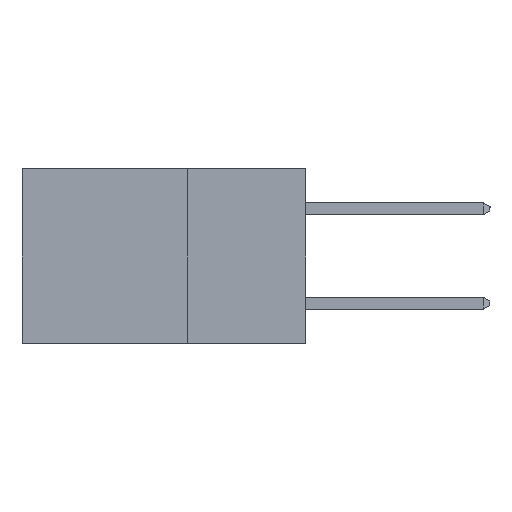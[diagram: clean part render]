
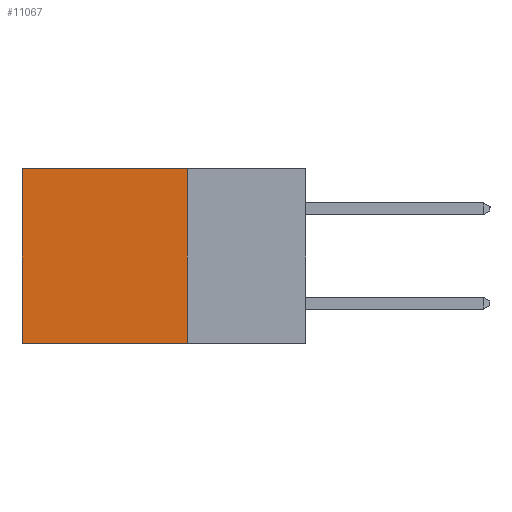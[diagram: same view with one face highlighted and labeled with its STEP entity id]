
A CAD part, left-side view. The second image highlights one B-rep face of the part: STEP entity #11067.
In plain terms, the highlighted planar face has unit normal (-1, 0, 0).
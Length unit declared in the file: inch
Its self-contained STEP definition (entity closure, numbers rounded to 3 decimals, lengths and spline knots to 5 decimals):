
#351 = CARTESIAN_POINT ( 'NONE',  ( 0.2615, 0.25, 0. ) ) ;
#1613 = DIRECTION ( 'NONE',  ( 1., 0., 0. ) ) ;
#1756 = CARTESIAN_POINT ( 'NONE',  ( 0.2615, 0.25, -0.37 ) ) ;
#1857 = FACE_OUTER_BOUND ( 'NONE', #20590, .T. ) ;
#1955 = DIRECTION ( 'NONE',  ( 0., 0., -1. ) ) ;
#2336 = EDGE_CURVE ( 'NONE', #5043, #13664, #15340, .T. ) ;
#2585 = VECTOR ( 'NONE', #1955, 39.37008 ) ;
#3526 = CARTESIAN_POINT ( 'NONE',  ( 0.2615, 0.6, 0. ) ) ;
#5043 = VERTEX_POINT ( 'NONE', #13944 ) ;
#6539 = EDGE_CURVE ( 'NONE', #13664, #10921, #8722, .T. ) ;
#7438 = DIRECTION ( 'NONE',  ( 0., 0., -1. ) ) ;
#8722 = LINE ( 'NONE', #23748, #21522 ) ;
#9974 = CARTESIAN_POINT ( 'NONE',  ( 0.2615, 0.25, -0.37 ) ) ;
#10543 = CARTESIAN_POINT ( 'NONE',  ( 0.2615, 0.6, -0.37 ) ) ;
#10921 = VERTEX_POINT ( 'NONE', #10543 ) ;
#11033 = PLANE ( 'NONE',  #13667 ) ;
#11067 = ADVANCED_FACE ( 'NONE', ( #1857 ), #11033, .F. ) ;
#12909 = EDGE_CURVE ( 'NONE', #5043, #23004, #20809, .T. ) ;
#13284 = VECTOR ( 'NONE', #21632, 39.37008 ) ;
#13486 = ORIENTED_EDGE ( 'NONE', *, *, #16218, .F. ) ;
#13664 = VERTEX_POINT ( 'NONE', #3526 ) ;
#13667 = AXIS2_PLACEMENT_3D ( 'NONE', #18611, #1613, #7438 ) ;
#13809 = LINE ( 'NONE', #9974, #13284 ) ;
#13944 = CARTESIAN_POINT ( 'NONE',  ( 0.2615, 0.25, 0. ) ) ;
#14544 = DIRECTION ( 'NONE',  ( 0., 0., -1. ) ) ;
#14572 = VECTOR ( 'NONE', #21531, 39.37008 ) ;
#15340 = LINE ( 'NONE', #351, #14572 ) ;
#16218 = EDGE_CURVE ( 'NONE', #23004, #10921, #13809, .T. ) ;
#17748 = ORIENTED_EDGE ( 'NONE', *, *, #12909, .F. ) ;
#18611 = CARTESIAN_POINT ( 'NONE',  ( 0.2615, 0.25, -0.37 ) ) ;
#18960 = CARTESIAN_POINT ( 'NONE',  ( 0.2615, 0.25, -0.37 ) ) ;
#20590 = EDGE_LOOP ( 'NONE', ( #24301, #13486, #17748, #22773 ) ) ;
#20809 = LINE ( 'NONE', #18960, #2585 ) ;
#21522 = VECTOR ( 'NONE', #14544, 39.37008 ) ;
#21531 = DIRECTION ( 'NONE',  ( 0., 1., 0. ) ) ;
#21632 = DIRECTION ( 'NONE',  ( 0., 1., 0. ) ) ;
#22773 = ORIENTED_EDGE ( 'NONE', *, *, #2336, .T. ) ;
#23004 = VERTEX_POINT ( 'NONE', #1756 ) ;
#23748 = CARTESIAN_POINT ( 'NONE',  ( 0.2615, 0.6, -0.37 ) ) ;
#24301 = ORIENTED_EDGE ( 'NONE', *, *, #6539, .T. ) ;
